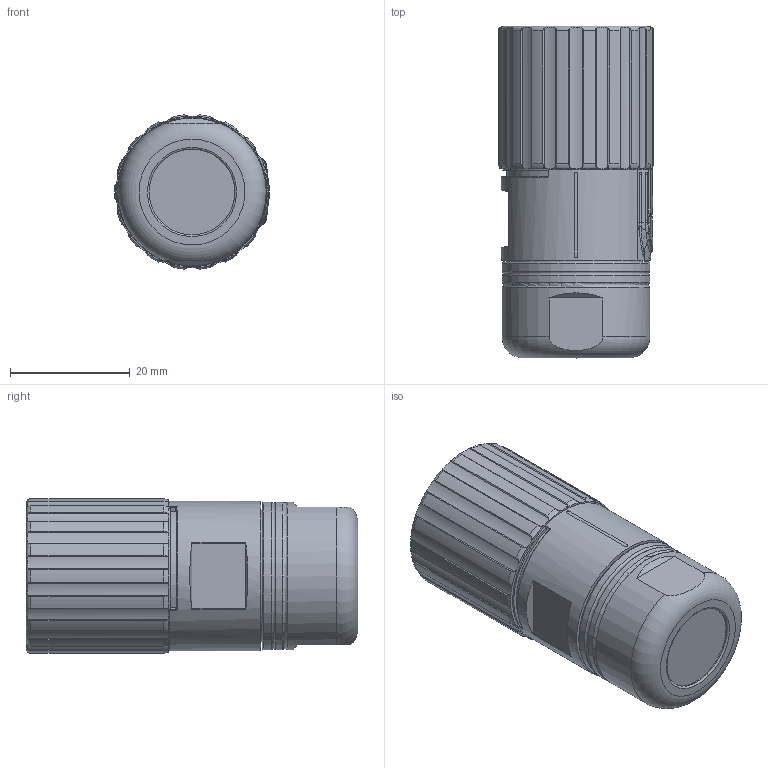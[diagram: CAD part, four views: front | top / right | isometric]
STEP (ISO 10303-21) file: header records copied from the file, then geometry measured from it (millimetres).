
FILE_DESCRIPTION((''),'2;1');
FILE_NAME('AST_0235.stp','2011-09-16T08:13:24',('Hacklm'),(''),'Autodesk Inventor 2011','Autodesk Inventor 2011','');
FILE_SCHEMA(('AUTOMOTIVE_DESIGN { 1 0 10303 214 1 1 1 1 }'));
Length unit declared in the file: millimetre
Products named in the file (1): 125522
Bounding box: 25.89 x 55.45 x 25.79 mm (x, y, z)
Volume: 23210.5 mm3; surface area: 7459 mm2
Topology: 1 solids, 1 shells, 358 faces, 916 edges, 579 vertices
Faces by surface type: cylinder 151, bspline 64, torus 52, plane 48, cone 33, sphere 10
Full cylindrical faces by diameter (mm): 1.2 x12, 4.2 x1, 14.3 x1, 15 x1, 16.2 x1, 17.95 x1, 22 x2, 23.35 x1, 23.4 x1, 24.423 x1, 24.7 x3
Entity records: 13967 total; most frequent: CARTESIAN_POINT 5693, ORIENTED_EDGE 1700, DIRECTION 1480, EDGE_CURVE 850, AXIS2_PLACEMENT_3D 649, VERTEX_POINT 570, EDGE_LOOP 434, FACE_OUTER_BOUND 358
